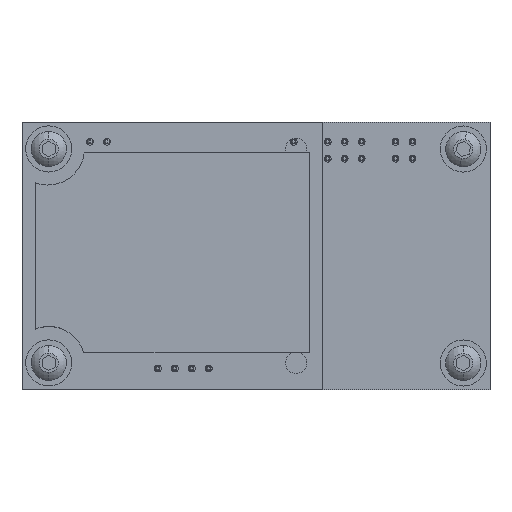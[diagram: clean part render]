
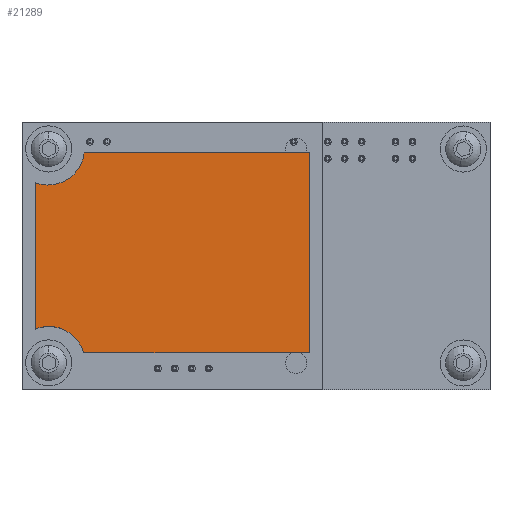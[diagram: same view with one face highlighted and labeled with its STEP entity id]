
A CAD part, top view. The second image highlights one B-rep face of the part: STEP entity #21289.
In plain terms, the highlighted planar face has unit normal (0, 0, 1).
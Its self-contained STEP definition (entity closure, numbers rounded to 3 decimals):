
#1880=PLANE('',#26921);
#2946=VECTOR('',#22788,1.);
#2951=VECTOR('',#22800,1.);
#2955=VECTOR('',#22811,1.);
#2958=VECTOR('',#22815,1.);
#5452=LINE('',#28975,#2946);
#5457=LINE('',#28990,#2951);
#5461=LINE('',#29002,#2955);
#5464=LINE('',#29008,#2958);
#8117=VERTEX_POINT('',#28976);
#8118=VERTEX_POINT('',#28977);
#8121=VERTEX_POINT('',#28985);
#8123=VERTEX_POINT('',#28991);
#8125=VERTEX_POINT('',#28997);
#8127=VERTEX_POINT('',#29003);
#9847=CIRCLE('',#26913,0.545);
#9849=CIRCLE('',#26917,0.545);
#10239=EDGE_CURVE('',#8117,#8118,#5452,.T.);
#10243=EDGE_CURVE('',#8118,#8121,#9847,.T.);
#10246=EDGE_CURVE('',#8121,#8123,#5457,.T.);
#10249=EDGE_CURVE('',#8123,#8125,#9849,.T.);
#10252=EDGE_CURVE('',#8125,#8127,#5461,.T.);
#10255=EDGE_CURVE('',#8127,#8117,#5464,.T.);
#13309=ORIENTED_EDGE('',*,*,#10239,.F.);
#13310=ORIENTED_EDGE('',*,*,#10255,.F.);
#13311=ORIENTED_EDGE('',*,*,#10252,.F.);
#13312=ORIENTED_EDGE('',*,*,#10249,.F.);
#13313=ORIENTED_EDGE('',*,*,#10246,.F.);
#13314=ORIENTED_EDGE('',*,*,#10243,.F.);
#18542=EDGE_LOOP('',(#13309,#13310,#13311,#13312,#13313,#13314));
#19929=FACE_BOUND('',#18542,.T.);
#21289=ADVANCED_FACE('',(#19929),#1880,.T.);
#22788=DIRECTION('',(-1.,0.,0.));
#22794=DIRECTION('',(0.,0.,1.));
#22795=DIRECTION('',(0.545,0.,0.));
#22800=DIRECTION('',(0.,1.,0.));
#22805=DIRECTION('',(0.,0.,1.));
#22806=DIRECTION('',(0.545,0.,0.));
#22811=DIRECTION('',(1.,0.,0.));
#22815=DIRECTION('',(0.,-1.,0.));
#22817=DIRECTION('',(0.,0.,1.));
#26913=AXIS2_PLACEMENT_3D('',#28984,#22794,#22795);
#26917=AXIS2_PLACEMENT_3D('',#28996,#22805,#22806);
#26921=AXIS2_PLACEMENT_3D('',#29010,#22817,$);
#28975=CARTESIAN_POINT('',(4.3,0.55,1.621));
#28976=CARTESIAN_POINT('',(4.3,0.55,1.621));
#28977=CARTESIAN_POINT('',(0.924,0.55,1.621));
#28984=CARTESIAN_POINT('',(0.4,0.4,1.621));
#28985=CARTESIAN_POINT('',(0.2,0.907,1.621));
#28990=CARTESIAN_POINT('',(0.2,0.907,1.621));
#28991=CARTESIAN_POINT('',(0.2,3.093,1.621));
#28996=CARTESIAN_POINT('',(0.39,3.604,1.621));
#28997=CARTESIAN_POINT('',(0.931,3.54,1.621));
#29002=CARTESIAN_POINT('',(0.931,3.54,1.621));
#29003=CARTESIAN_POINT('',(4.3,3.54,1.621));
#29008=CARTESIAN_POINT('',(4.3,3.54,1.621));
#29010=CARTESIAN_POINT('',(2.323,2.04,1.621));
